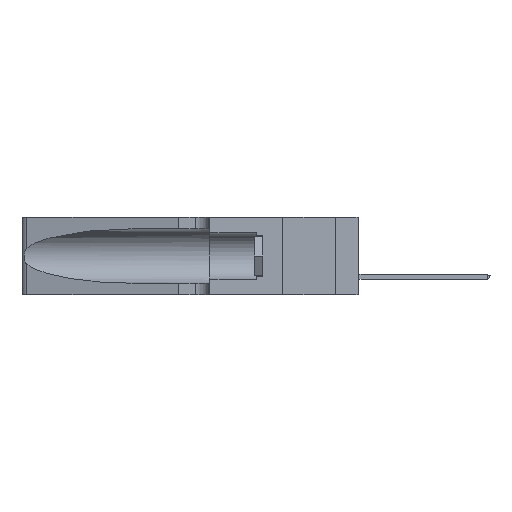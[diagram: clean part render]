
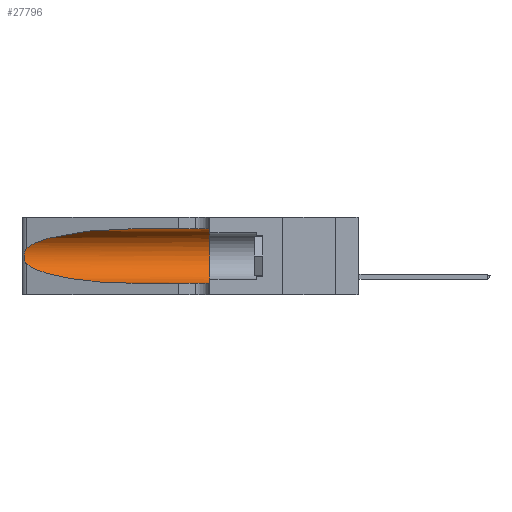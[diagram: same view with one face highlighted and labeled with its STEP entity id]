
A CAD part, left-side view. The second image highlights one B-rep face of the part: STEP entity #27796.
In plain terms, the highlighted cylindrical face has radius 3.308 mm (diameter 6.617 mm), a partial arc.
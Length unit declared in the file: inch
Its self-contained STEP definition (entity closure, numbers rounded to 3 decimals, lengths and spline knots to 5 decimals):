
#235 = CARTESIAN_POINT ( 'NONE',  ( 0.1305, 0.72297, 0.31525 ) ) ;
#1186 = CARTESIAN_POINT ( 'NONE',  ( 0.1305, 0.72297, 0.05475 ) ) ;
#1345 = CARTESIAN_POINT ( 'NONE',  ( 0.25487, 1.22718, 0.14631 ) ) ;
#1726 = VERTEX_POINT ( 'NONE', #16406 ) ;
#1805 = CARTESIAN_POINT ( 'NONE',  ( 0.2373, 1.15595, 0.08982 ) ) ;
#2391 = VECTOR ( 'NONE', #9779, 39.37008 ) ;
#2876 = ORIENTED_EDGE ( 'NONE', *, *, #6564, .T. ) ;
#4449 = CARTESIAN_POINT ( 'NONE',  ( 0.25856, 1.23593, 0.16098 ) ) ;
#4947 = EDGE_CURVE ( 'NONE', #22820, #22925, #10559, .T. ) ;
#6564 = EDGE_CURVE ( 'NONE', #13523, #22820, #28848, .T. ) ;
#6680 = CARTESIAN_POINT ( 'NONE',  ( 0.25789, 1.23486, 0.15765 ) ) ;
#7739 = DIRECTION ( 'NONE',  ( 0., 1., 0. ) ) ;
#7827 = AXIS2_PLACEMENT_3D ( 'NONE', #21160, #7739, #25653 ) ;
#7841 = EDGE_LOOP ( 'NONE', ( #2876, #26596, #18642, #9908, #18222, #28770 ) ) ;
#8233 = EDGE_CURVE ( 'NONE', #13523, #15769, #26890, .T. ) ;
#8624 = CARTESIAN_POINT ( 'NONE',  ( 0.25487, 1.22718, 0.22369 ) ) ;
#8862 = CARTESIAN_POINT ( 'NONE',  ( 0.26075, 1.23896, 0.178 ) ) ;
#9013 = AXIS2_PLACEMENT_3D ( 'NONE', #23679, #28439, #10635 ) ;
#9607 = FACE_OUTER_BOUND ( 'NONE', #7841, .T. ) ;
#9779 = DIRECTION ( 'NONE',  ( 0., -1., 0. ) ) ;
#9908 = ORIENTED_EDGE ( 'NONE', *, *, #13551, .T. ) ;
#10559 = B_SPLINE_CURVE_WITH_KNOTS ( 'NONE', 3,
 ( #26647, #28922, #15509, #22264, #24598, #22360, #26464, #8862, #24499, #4449, #6680, #20115, #11181, #12972 ),
 .UNSPECIFIED., .F., .F.,
 ( 4, 2, 2, 2, 2, 2, 4 ),
 ( 0., 0.00027, 0.00053, 0.00107, 0.0016, 0.00187, 0.00214 ),
 .UNSPECIFIED. ) ;
#10635 = DIRECTION ( 'NONE',  ( 0., 0., -1. ) ) ;
#10705 = CARTESIAN_POINT ( 'NONE',  ( 0.1305, 0.35, 0.31525 ) ) ;
#11181 = CARTESIAN_POINT ( 'NONE',  ( 0.25555, 1.22993, 0.14849 ) ) ;
#11555 = CARTESIAN_POINT ( 'NONE',  ( 0.25487, 1.22718, 0.22369 ) ) ;
#12130 = CARTESIAN_POINT ( 'NONE',  ( 0.1305, 1.61858, 0.31525 ) ) ;
#12448 = EDGE_CURVE ( 'NONE', #15769, #1726, #26927, .T. ) ;
#12972 = CARTESIAN_POINT ( 'NONE',  ( 0.25487, 1.22718, 0.14631 ) ) ;
#13523 = VERTEX_POINT ( 'NONE', #15159 ) ;
#13551 = EDGE_CURVE ( 'NONE', #23350, #1726, #27976, .T. ) ;
#15159 = CARTESIAN_POINT ( 'NONE',  ( 0.1305, 0.72297, 0.31525 ) ) ;
#15509 = CARTESIAN_POINT ( 'NONE',  ( 0.25639, 1.23184, 0.21858 ) ) ;
#15769 = VERTEX_POINT ( 'NONE', #10705 ) ;
#16406 = CARTESIAN_POINT ( 'NONE',  ( 0.1305, 0.35, 0.05475 ) ) ;
#17477 = CARTESIAN_POINT ( 'NONE',  ( 0.1305, 1.61858, 0.05475 ) ) ;
#18222 = ORIENTED_EDGE ( 'NONE', *, *, #12448, .F. ) ;
#18642 = ORIENTED_EDGE ( 'NONE', *, *, #24360, .T. ) ;
#19176 =( BOUNDED_CURVE ( )  B_SPLINE_CURVE ( 3, ( #1345, #1805, #19692, #1186 ),
 .UNSPECIFIED., .F., .F. ) 
 B_SPLINE_CURVE_WITH_KNOTS ( ( 4, 4 ),
 ( 3.44316, 4.71239 ),
 .UNSPECIFIED. ) 
 CURVE ( )  GEOMETRIC_REPRESENTATION_ITEM ( )  RATIONAL_B_SPLINE_CURVE ( ( 1., 0.87, 0.87, 1. ) ) 
 REPRESENTATION_ITEM ( '' )  );
#19692 = CARTESIAN_POINT ( 'NONE',  ( 0.18966, 0.96281, 0.05475 ) ) ;
#20115 = CARTESIAN_POINT ( 'NONE',  ( 0.25639, 1.23186, 0.15144 ) ) ;
#20371 = CARTESIAN_POINT ( 'NONE',  ( 0.18966, 0.96281, 0.31525 ) ) ;
#20448 = CARTESIAN_POINT ( 'NONE',  ( 0.25487, 1.22718, 0.14631 ) ) ;
#20760 = CARTESIAN_POINT ( 'NONE',  ( 0.2373, 1.15595, 0.28018 ) ) ;
#20794 = CYLINDRICAL_SURFACE ( 'NONE', #9013, 0.13025 ) ;
#21160 = CARTESIAN_POINT ( 'NONE',  ( 0.1305, 0.35, 0.185 ) ) ;
#22000 = DIRECTION ( 'NONE',  ( 0., -1., 0. ) ) ;
#22264 = CARTESIAN_POINT ( 'NONE',  ( 0.25787, 1.23484, 0.2124 ) ) ;
#22360 = CARTESIAN_POINT ( 'NONE',  ( 0.26018, 1.23835, 0.19895 ) ) ;
#22730 = VECTOR ( 'NONE', #22000, 39.37008 ) ;
#22820 = VERTEX_POINT ( 'NONE', #8624 ) ;
#22925 = VERTEX_POINT ( 'NONE', #20448 ) ;
#23350 = VERTEX_POINT ( 'NONE', #28930 ) ;
#23679 = CARTESIAN_POINT ( 'NONE',  ( 0.1305, 1.61858, 0.185 ) ) ;
#24360 = EDGE_CURVE ( 'NONE', #22925, #23350, #19176, .T. ) ;
#24499 = CARTESIAN_POINT ( 'NONE',  ( 0.26017, 1.23833, 0.17102 ) ) ;
#24598 = CARTESIAN_POINT ( 'NONE',  ( 0.25854, 1.2359, 0.20912 ) ) ;
#25653 = DIRECTION ( 'NONE',  ( 0., 0., 1. ) ) ;
#26464 = CARTESIAN_POINT ( 'NONE',  ( 0.26075, 1.23896, 0.19203 ) ) ;
#26596 = ORIENTED_EDGE ( 'NONE', *, *, #4947, .T. ) ;
#26647 = CARTESIAN_POINT ( 'NONE',  ( 0.25487, 1.22718, 0.22369 ) ) ;
#26890 = LINE ( 'NONE', #12130, #2391 ) ;
#26927 = CIRCLE ( 'NONE', #7827, 0.13025 ) ;
#27796 = ADVANCED_FACE ( 'NONE', ( #9607 ), #20794, .F. ) ;
#27976 = LINE ( 'NONE', #17477, #22730 ) ;
#28439 = DIRECTION ( 'NONE',  ( 0., -1., 0. ) ) ;
#28770 = ORIENTED_EDGE ( 'NONE', *, *, #8233, .F. ) ;
#28848 =( BOUNDED_CURVE ( )  B_SPLINE_CURVE ( 3, ( #235, #20371, #20760, #11555 ),
 .UNSPECIFIED., .F., .F. ) 
 B_SPLINE_CURVE_WITH_KNOTS ( ( 4, 4 ),
 ( 1.5708, 2.84003 ),
 .UNSPECIFIED. ) 
 CURVE ( )  GEOMETRIC_REPRESENTATION_ITEM ( )  RATIONAL_B_SPLINE_CURVE ( ( 1., 0.87, 0.87, 1. ) ) 
 REPRESENTATION_ITEM ( '' )  );
#28922 = CARTESIAN_POINT ( 'NONE',  ( 0.25555, 1.22994, 0.2215 ) ) ;
#28930 = CARTESIAN_POINT ( 'NONE',  ( 0.1305, 0.72297, 0.05475 ) ) ;
